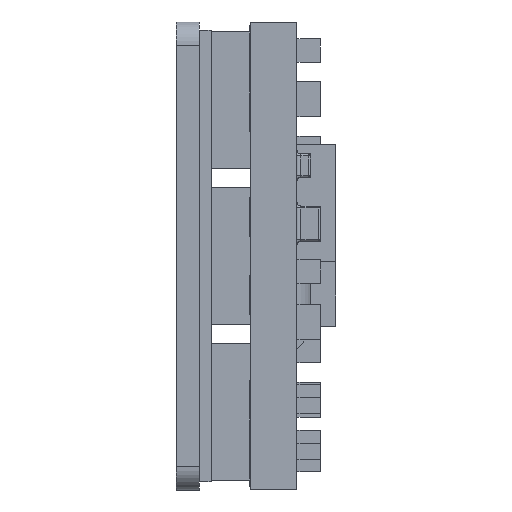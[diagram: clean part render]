
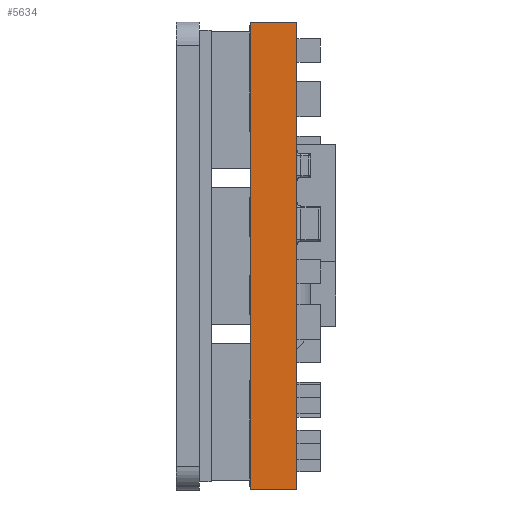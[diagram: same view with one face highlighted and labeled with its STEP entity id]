
A CAD part, left-side view. The second image highlights one B-rep face of the part: STEP entity #5634.
In plain terms, the highlighted planar face has unit normal (-1, 0, 0).
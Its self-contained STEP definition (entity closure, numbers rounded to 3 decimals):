
#519 = CARTESIAN_POINT ( 'NONE',  ( -10., 1.2, 6. ) ) ;
#633 = FACE_OUTER_BOUND ( 'NONE', #1797, .T. ) ;
#1797 = EDGE_LOOP ( 'NONE', ( #13406, #6384, #10138, #14080 ) ) ;
#1861 = LINE ( 'NONE', #5156, #4544 ) ;
#2677 = CARTESIAN_POINT ( 'NONE',  ( -10., 1.2, -6. ) ) ;
#2880 = CARTESIAN_POINT ( 'NONE',  ( -10., 1.2, -6. ) ) ;
#3663 = VERTEX_POINT ( 'NONE', #12195 ) ;
#4544 = VECTOR ( 'NONE', #6500, 1000. ) ;
#4590 = LINE ( 'NONE', #5613, #8257 ) ;
#5075 = DIRECTION ( 'NONE',  ( 1., 0., 0. ) ) ;
#5131 = DIRECTION ( 'NONE',  ( 0., -1., 0. ) ) ;
#5156 = CARTESIAN_POINT ( 'NONE',  ( -10., 0., -6. ) ) ;
#5613 = CARTESIAN_POINT ( 'NONE',  ( -10., 1.2, -6. ) ) ;
#5634 = ADVANCED_FACE ( 'NONE', ( #633 ), #7825, .F. ) ;
#6238 = LINE ( 'NONE', #519, #12153 ) ;
#6384 = ORIENTED_EDGE ( 'NONE', *, *, #14661, .F. ) ;
#6500 = DIRECTION ( 'NONE',  ( 0., 0., 1. ) ) ;
#7768 = VERTEX_POINT ( 'NONE', #8210 ) ;
#7825 = PLANE ( 'NONE',  #10305 ) ;
#8210 = CARTESIAN_POINT ( 'NONE',  ( -10., 0., -6. ) ) ;
#8257 = VECTOR ( 'NONE', #14683, 1000. ) ;
#9050 = EDGE_CURVE ( 'NONE', #3663, #14420, #4590, .T. ) ;
#9348 = LINE ( 'NONE', #2677, #12827 ) ;
#9851 = CARTESIAN_POINT ( 'NONE',  ( -10., 0., 6. ) ) ;
#10030 = CARTESIAN_POINT ( 'NONE',  ( -10., 1.2, 6. ) ) ;
#10138 = ORIENTED_EDGE ( 'NONE', *, *, #9050, .F. ) ;
#10305 = AXIS2_PLACEMENT_3D ( 'NONE', #2880, #5075, #12952 ) ;
#11241 = EDGE_CURVE ( 'NONE', #3663, #7768, #9348, .T. ) ;
#11617 = EDGE_CURVE ( 'NONE', #7768, #11979, #1861, .T. ) ;
#11979 = VERTEX_POINT ( 'NONE', #9851 ) ;
#12153 = VECTOR ( 'NONE', #5131, 1000. ) ;
#12195 = CARTESIAN_POINT ( 'NONE',  ( -10., 1.2, -6. ) ) ;
#12827 = VECTOR ( 'NONE', #13937, 1000. ) ;
#12952 = DIRECTION ( 'NONE',  ( 0., 0., -1. ) ) ;
#13406 = ORIENTED_EDGE ( 'NONE', *, *, #11617, .T. ) ;
#13937 = DIRECTION ( 'NONE',  ( 0., -1., 0. ) ) ;
#14080 = ORIENTED_EDGE ( 'NONE', *, *, #11241, .T. ) ;
#14420 = VERTEX_POINT ( 'NONE', #10030 ) ;
#14661 = EDGE_CURVE ( 'NONE', #14420, #11979, #6238, .T. ) ;
#14683 = DIRECTION ( 'NONE',  ( 0., 0., 1. ) ) ;
